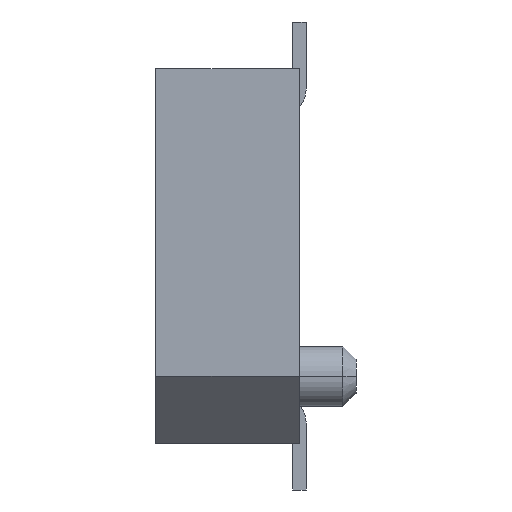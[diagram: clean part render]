
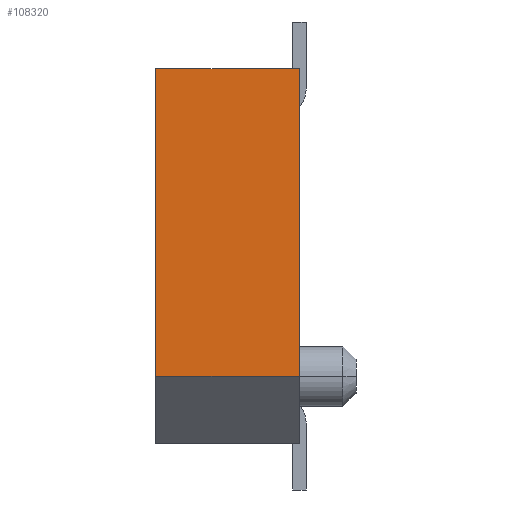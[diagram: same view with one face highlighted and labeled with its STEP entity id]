
A CAD part, left-side view. The second image highlights one B-rep face of the part: STEP entity #108320.
In plain terms, the highlighted planar face has unit normal (-1, 0, 0).
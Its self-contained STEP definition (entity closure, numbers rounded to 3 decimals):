
#43160=CARTESIAN_POINT('',(12.,2.15,0.));
#43170=DIRECTION('',(0.,0.,1.));
#43180=VECTOR('',#43170,1.);
#43190=LINE('',#43160,#43180);
#43200=CARTESIAN_POINT('',(12.,2.15,-1.8));
#43210=VERTEX_POINT('',#43200);
#43220=CARTESIAN_POINT('',(12.,2.15,2.8));
#43230=VERTEX_POINT('',#43220);
#43240=EDGE_CURVE('',#43210,#43230,#43190,.T.);
#65600=CARTESIAN_POINT('',(12.,0.,2.8));
#65610=VERTEX_POINT('',#65600);
#65640=CARTESIAN_POINT('',(12.,0.,2.8));
#65650=DIRECTION('',(0.,1.,0.));
#65660=VECTOR('',#65650,1.);
#65670=LINE('',#65640,#65660);
#65680=EDGE_CURVE('',#65610,#43230,#65670,.T.);
#79120=CARTESIAN_POINT('',(12.,0.,-1.8));
#79130=VERTEX_POINT('',#79120);
#79160=CARTESIAN_POINT('',(12.,0.,0.));
#79170=DIRECTION('',(0.,0.,-1.));
#79180=VECTOR('',#79170,1.);
#79190=LINE('',#79160,#79180);
#79200=EDGE_CURVE('',#65610,#79130,#79190,.T.);
#108160=CARTESIAN_POINT('',(12.,1.075,0.25));
#108170=DIRECTION('',(-1.,0.,0.));
#108180=DIRECTION('',(0.,0.,1.));
#108190=AXIS2_PLACEMENT_3D('',#108160,#108170,#108180);
#108200=PLANE('',#108190);
#108210=ORIENTED_EDGE('',*,*,#43240,.F.);
#108220=ORIENTED_EDGE('',*,*,#65680,.T.);
#108230=ORIENTED_EDGE('',*,*,#79200,.F.);
#108240=CARTESIAN_POINT('',(12.,0.,-1.8));
#108250=DIRECTION('',(0.,-1.,0.));
#108260=VECTOR('',#108250,1.);
#108270=LINE('',#108240,#108260);
#108280=EDGE_CURVE('',#43210,#79130,#108270,.T.);
#108290=ORIENTED_EDGE('',*,*,#108280,.T.);
#108300=EDGE_LOOP('',(#108290,#108230,#108220,#108210));
#108310=FACE_OUTER_BOUND('',#108300,.T.);
#108320=ADVANCED_FACE('',(#108310),#108200,.T.);
